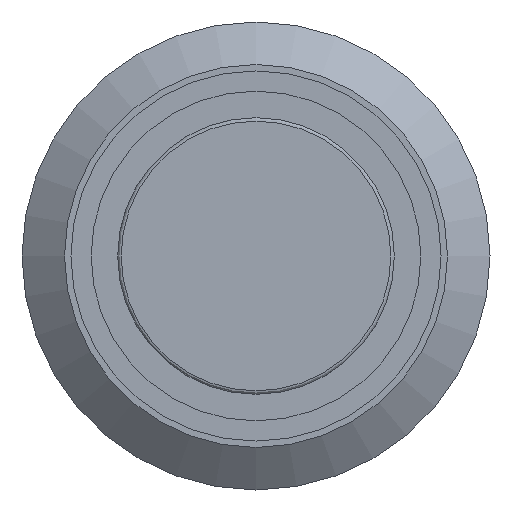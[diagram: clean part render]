
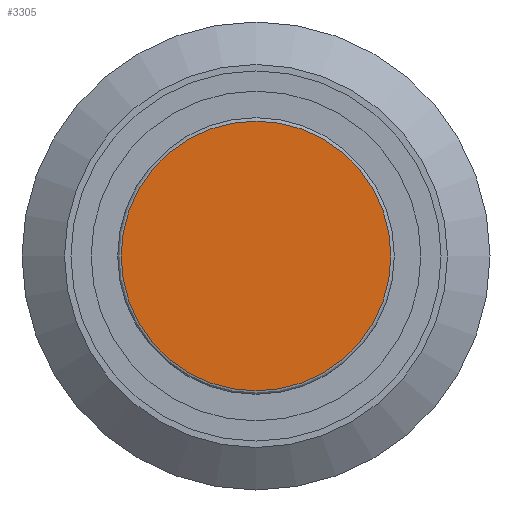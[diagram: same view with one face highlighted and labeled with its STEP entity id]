
A CAD part, front view. The second image highlights one B-rep face of the part: STEP entity #3305.
In plain terms, the highlighted planar face has unit normal (0, -1, 0).
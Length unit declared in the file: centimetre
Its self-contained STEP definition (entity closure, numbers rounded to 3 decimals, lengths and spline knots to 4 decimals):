
#824=FACE_OUTER_BOUND('',#1021,.T.);
#1021=EDGE_LOOP('',(#2961));
#1230=CIRCLE('',#3680,0.634);
#1548=VERTEX_POINT('',#5851);
#2024=EDGE_CURVE('',#1548,#1548,#1230,.T.);
#2961=ORIENTED_EDGE('',*,*,#2024,.F.);
#3139=PLANE('',#3681);
#3305=ADVANCED_FACE('',(#824),#3139,.F.);
#3680=AXIS2_PLACEMENT_3D('',#5853,#4668,#4669);
#3681=AXIS2_PLACEMENT_3D('',#5854,#4670,#4671);
#4668=DIRECTION('center_axis',(0.,1.,0.));
#4669=DIRECTION('ref_axis',(0.,0.,
1.));
#4670=DIRECTION('center_axis',(0.,1.,0.));
#4671=DIRECTION('ref_axis',(0.,0.,
1.));
#5851=CARTESIAN_POINT('',(0.,-0.2,-0.634));
#5853=CARTESIAN_POINT('Origin',(0.,-0.2,
0.));
#5854=CARTESIAN_POINT('Origin',(0.,-0.2,
0.));
